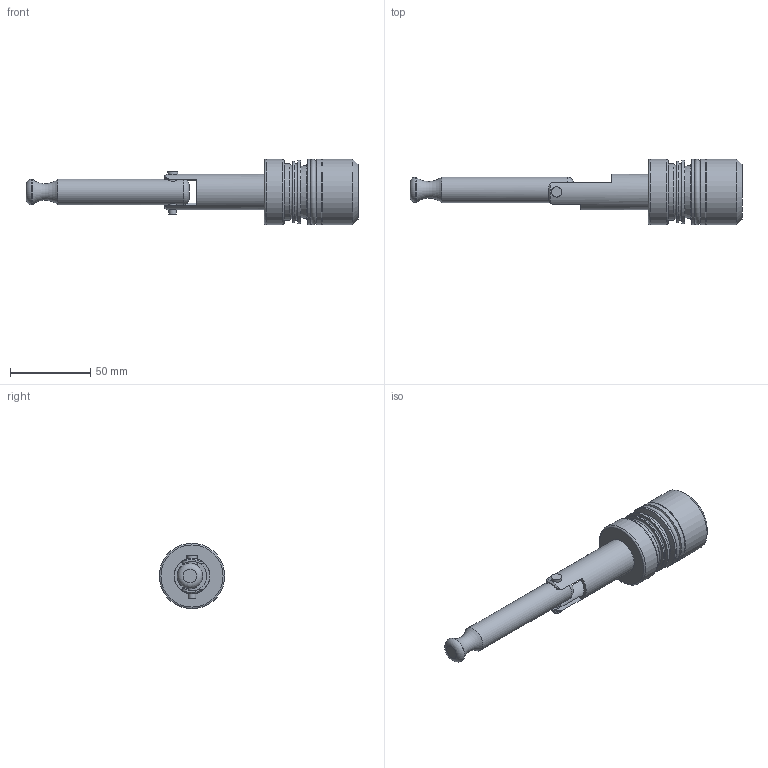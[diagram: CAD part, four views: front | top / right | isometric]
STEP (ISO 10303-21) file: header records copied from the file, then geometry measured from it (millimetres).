
FILE_DESCRIPTION(/* description */ (''),/* implementation_level */ '2;1');
FILE_NAME(/* name */ 'JNL21625 Solid.stp',/* time_stamp */ '2015-01-09T12:19:37-06:00',/* author */ ('scottg'),/* organization */ ('FasTest,Inc.'),/* preprocessor_version */ 'ST-DEVELOPER v15.2',/* originating_system */ 'Autodesk Inventor 2014',/* authorisation */ '');
FILE_SCHEMA (('AUTOMOTIVE_DESIGN { 1 0 10303 214 3 1 1 }'));
Length unit declared in the file: inch
Products named in the file (4): JNL2 Soild; CNL21625 S; CNL21625 SOLID; JNL21625 Solid
Bounding box: 206.73 x 40.72 x 40.72 mm (x, y, z)
Volume: 92847.7 mm3; surface area: 25492.3 mm2
Topology: 2 solids, 2 shells, 69 faces, 144 edges, 92 vertices
Faces by surface type: plane 31, cylinder 19, cone 11, torus 8
Full cylindrical faces by diameter (mm): 4.826 x2, 6.35 x2, 9.144 x1, 15.875 x2, 18.339 x1, 22.098 x1, 22.301 x1, 35.433 x1, 40.64 x3, 40.716 x1
Entity records: 1973 total; most frequent: CARTESIAN_POINT 544, DIRECTION 302, ORIENTED_EDGE 216, AXIS2_PLACEMENT_3D 134, EDGE_LOOP 118, EDGE_CURVE 108, VERTEX_POINT 88, ADVANCED_FACE 69
